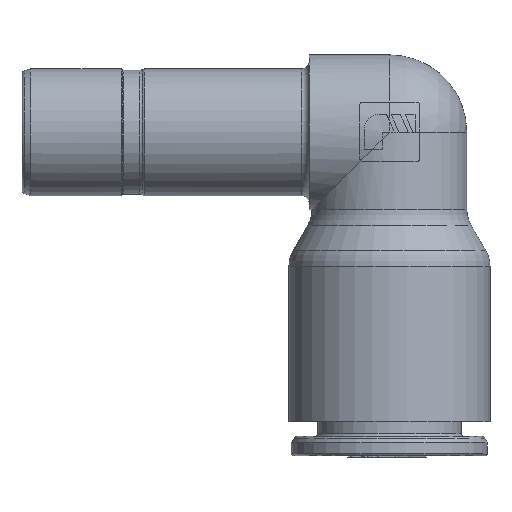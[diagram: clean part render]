
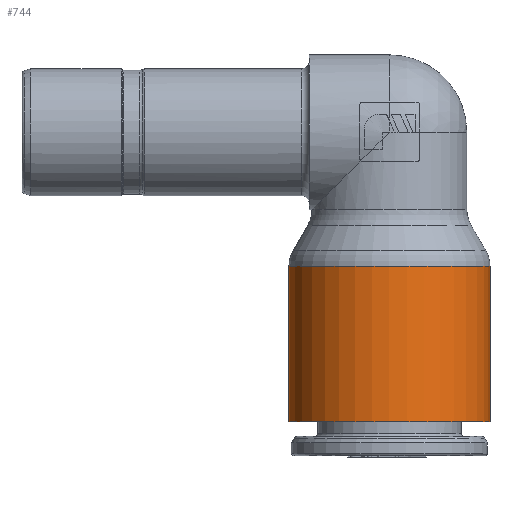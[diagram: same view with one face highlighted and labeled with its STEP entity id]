
A CAD part, left-side view. The second image highlights one B-rep face of the part: STEP entity #744.
In plain terms, the highlighted cylindrical face has radius 9.49 mm (diameter 18.98 mm), a partial arc.
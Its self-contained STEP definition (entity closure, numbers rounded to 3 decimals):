
#744=ADVANCED_FACE('',(#2079),#2080,.T.);
#2079=FACE_OUTER_BOUND('',#7034,.T.);
#2080=CYLINDRICAL_SURFACE('',#7035,9.49);
#7034=EDGE_LOOP('',(#11872,#11873,#11874,#11875));
#7035=AXIS2_PLACEMENT_3D('',#11876,#11877,#11878);
#11872=ORIENTED_EDGE('',*,*,#14220,.T.);
#11873=ORIENTED_EDGE('',*,*,#14217,.F.);
#11874=ORIENTED_EDGE('',*,*,#14213,.F.);
#11875=ORIENTED_EDGE('',*,*,#14219,.T.);
#11876=CARTESIAN_POINT('',(0.0,0.0,-28.665));
#11877=DIRECTION('',(0.0,-0.0,-1.0));
#11878=DIRECTION('',(0.0,-1.0,0.0));
#14213=EDGE_CURVE('',#16986,#16987,#16988,.T.);
#14217=EDGE_CURVE('',#16987,#16992,#16993,.T.);
#14219=EDGE_CURVE('',#16986,#16994,#16996,.T.);
#14220=EDGE_CURVE('',#16994,#16992,#16997,.T.);
#16986=VERTEX_POINT('',#23075);
#16987=VERTEX_POINT('',#23076);
#16988=CIRCLE('',#23077,9.49);
#16992=VERTEX_POINT('',#23081);
#16993=LINE('',#23082,#23083);
#16994=VERTEX_POINT('',#23084);
#16996=LINE('',#23086,#23087);
#16997=CIRCLE('',#23088,9.49);
#23075=CARTESIAN_POINT('',(0.0,9.49,-12.654));
#23076=CARTESIAN_POINT('',(0.0,-9.49,-12.654));
#23077=AXIS2_PLACEMENT_3D('',#25891,#25892,#25893);
#23081=CARTESIAN_POINT('',(0.0,-9.49,-27.3));
#23082=CARTESIAN_POINT('',(0.0,-9.49,-12.654));
#23083=VECTOR('',#25903,14.646);
#23084=CARTESIAN_POINT('',(0.0,9.49,-27.3));
#23086=CARTESIAN_POINT('',(0.0,9.49,-12.654));
#23087=VECTOR('',#25907,14.646);
#23088=AXIS2_PLACEMENT_3D('',#25908,#25909,#25910);
#25891=CARTESIAN_POINT('',(0.0,0.0,-12.654));
#25892=DIRECTION('',(0.0,-0.0,1.0));
#25893=DIRECTION('',(0.0,1.0,0.0));
#25903=DIRECTION('',(0.0,0.0,-1.0));
#25907=DIRECTION('',(0.0,0.0,-1.0));
#25908=CARTESIAN_POINT('',(0.0,0.0,-27.3));
#25909=DIRECTION('',(0.0,-0.0,1.0));
#25910=DIRECTION('',(0.0,1.0,0.0));
